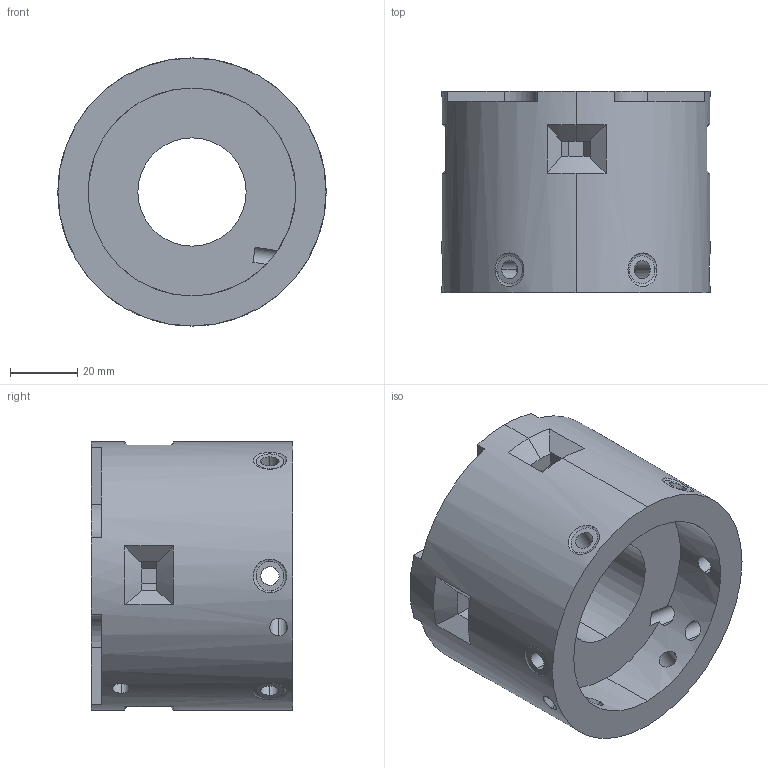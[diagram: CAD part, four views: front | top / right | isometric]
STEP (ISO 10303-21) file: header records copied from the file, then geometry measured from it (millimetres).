
FILE_DESCRIPTION (( 'STEP AP203' ), '1' );
FILE_NAME ('Big Gripper Motor Mount BG.STEP', '2025-03-30T18:33:33', ( '' ), ( '' ), 'SwSTEP 2.0', 'SolidWorks 2023', '' );
FILE_SCHEMA (( 'CONFIG_CONTROL_DESIGN' ));
Length unit declared in the file: millimetre
Products named in the file (1): Big Gripper Motor Mount BG
Bounding box: 80 x 60.1 x 80 mm (x, y, z)
Volume: 201988.6 mm3; surface area: 35001.1 mm2
Topology: 1 solids, 1 shells, 131 faces, 346 edges, 230 vertices
Faces by surface type: plane 63, cylinder 46, bspline 12, cone 10
Entity records: 7056 total; most frequent: CARTESIAN_POINT 3771, ORIENTED_EDGE 692, DIRECTION 613, EDGE_CURVE 346, VERTEX_POINT 230, AXIS2_PLACEMENT_3D 230, EDGE_LOOP 172, VECTOR 153
